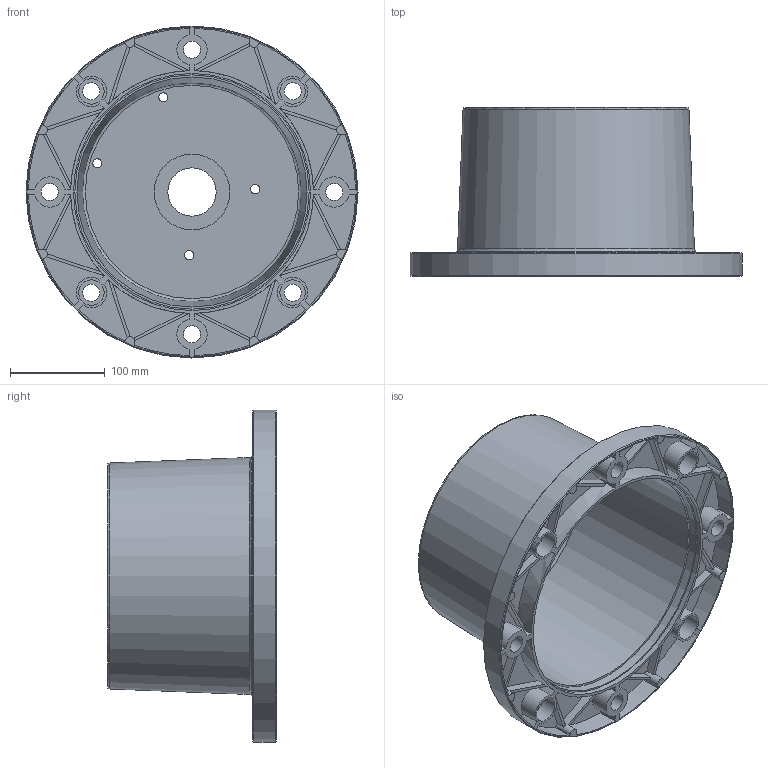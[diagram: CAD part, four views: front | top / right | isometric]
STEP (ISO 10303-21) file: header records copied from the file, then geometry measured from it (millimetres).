
FILE_DESCRIPTION(('STEP AP203'),'2;1');
FILE_NAME('L3515.stp','2005-08-24T13:47:15',(''),(''),'9.0.0','THINKDESIGN','');
FILE_SCHEMA(('CONFIG_CONTROL_DESIGN'));
Length unit declared in the file: millimetre
Bounding box: 350 x 178 x 350 mm (x, y, z)
Volume: 1293517.3 mm3; surface area: 536216.2 mm2
Topology: 2 solids, 2 shells, 228 faces, 663 edges, 456 vertices
Faces by surface type: plane 133, cylinder 88, bspline 7
Full cylindrical faces by diameter (mm): 9.5 x4, 18 x8, 27 x4, 50.8 x1, 80 x1, 81.5 x2, 247 x1, 250 x1, 253 x1, 350 x1
Entity records: 7987 total; most frequent: CARTESIAN_POINT 1493, DIRECTION 1404, ORIENTED_EDGE 1326, EDGE_CURVE 663, AXIS2_PLACEMENT_3D 520, VERTEX_POINT 456, VECTOR 364, LINE 364
